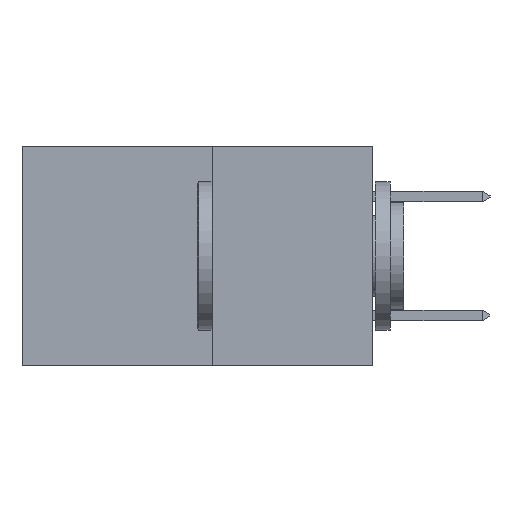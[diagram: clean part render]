
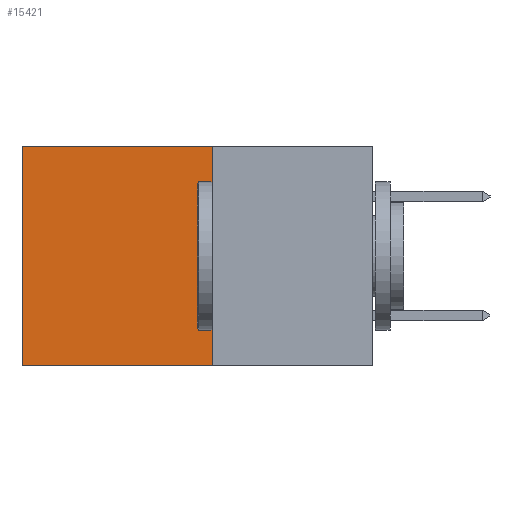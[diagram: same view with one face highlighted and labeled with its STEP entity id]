
A CAD part, left-side view. The second image highlights one B-rep face of the part: STEP entity #15421.
In plain terms, the highlighted planar face has unit normal (-1, 0, 0).
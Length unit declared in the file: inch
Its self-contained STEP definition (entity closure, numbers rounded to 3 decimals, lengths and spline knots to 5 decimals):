
#648 = DIRECTION ( 'NONE',  ( 1., 0., 0. ) ) ;
#860 = CARTESIAN_POINT ( 'NONE',  ( 0.277, 0.27, 0. ) ) ;
#883 = VECTOR ( 'NONE', #2551, 39.37008 ) ;
#974 = CARTESIAN_POINT ( 'NONE',  ( 0.277, 0.27, 0. ) ) ;
#984 = LINE ( 'NONE', #974, #4333 ) ;
#1126 = FACE_OUTER_BOUND ( 'NONE', #2777, .T. ) ;
#2185 = EDGE_CURVE ( 'NONE', #5887, #2685, #984, .T. ) ;
#2551 = DIRECTION ( 'NONE',  ( 0., 1., 0. ) ) ;
#2685 = VERTEX_POINT ( 'NONE', #8439 ) ;
#2777 = EDGE_LOOP ( 'NONE', ( #12354, #4140, #7928, #7429 ) ) ;
#3780 = CARTESIAN_POINT ( 'NONE',  ( 0.277, 0.27, -0.37 ) ) ;
#3839 = DIRECTION ( 'NONE',  ( 0., 0., -1. ) ) ;
#3990 = CARTESIAN_POINT ( 'NONE',  ( 0.277, 0.27, -0.37 ) ) ;
#4140 = ORIENTED_EDGE ( 'NONE', *, *, #14959, .F. ) ;
#4333 = VECTOR ( 'NONE', #8510, 39.37008 ) ;
#5887 = VERTEX_POINT ( 'NONE', #860 ) ;
#5954 = VECTOR ( 'NONE', #3839, 39.37008 ) ;
#6030 = VERTEX_POINT ( 'NONE', #14749 ) ;
#6162 = EDGE_CURVE ( 'NONE', #5887, #14161, #11094, .T. ) ;
#6569 = EDGE_CURVE ( 'NONE', #2685, #6030, #13962, .T. ) ;
#6702 = AXIS2_PLACEMENT_3D ( 'NONE', #9177, #648, #10650 ) ;
#7429 = ORIENTED_EDGE ( 'NONE', *, *, #2185, .T. ) ;
#7928 = ORIENTED_EDGE ( 'NONE', *, *, #6162, .F. ) ;
#8439 = CARTESIAN_POINT ( 'NONE',  ( 0.277, 0.59, 0. ) ) ;
#8510 = DIRECTION ( 'NONE',  ( 0., 1., 0. ) ) ;
#9177 = CARTESIAN_POINT ( 'NONE',  ( 0.277, 0.27, -0.37 ) ) ;
#10529 = DIRECTION ( 'NONE',  ( 0., 0., -1. ) ) ;
#10591 = CARTESIAN_POINT ( 'NONE',  ( 0.277, 0.59, -0.37 ) ) ;
#10650 = DIRECTION ( 'NONE',  ( 0., 0., -1. ) ) ;
#11094 = LINE ( 'NONE', #3780, #5954 ) ;
#12268 = LINE ( 'NONE', #3990, #883 ) ;
#12314 = CARTESIAN_POINT ( 'NONE',  ( 0.277, 0.27, -0.37 ) ) ;
#12354 = ORIENTED_EDGE ( 'NONE', *, *, #6569, .T. ) ;
#13962 = LINE ( 'NONE', #10591, #14408 ) ;
#14161 = VERTEX_POINT ( 'NONE', #12314 ) ;
#14408 = VECTOR ( 'NONE', #10529, 39.37008 ) ;
#14749 = CARTESIAN_POINT ( 'NONE',  ( 0.277, 0.59, -0.37 ) ) ;
#14959 = EDGE_CURVE ( 'NONE', #14161, #6030, #12268, .T. ) ;
#15421 = ADVANCED_FACE ( 'NONE', ( #1126 ), #17714, .F. ) ;
#17714 = PLANE ( 'NONE',  #6702 ) ;
